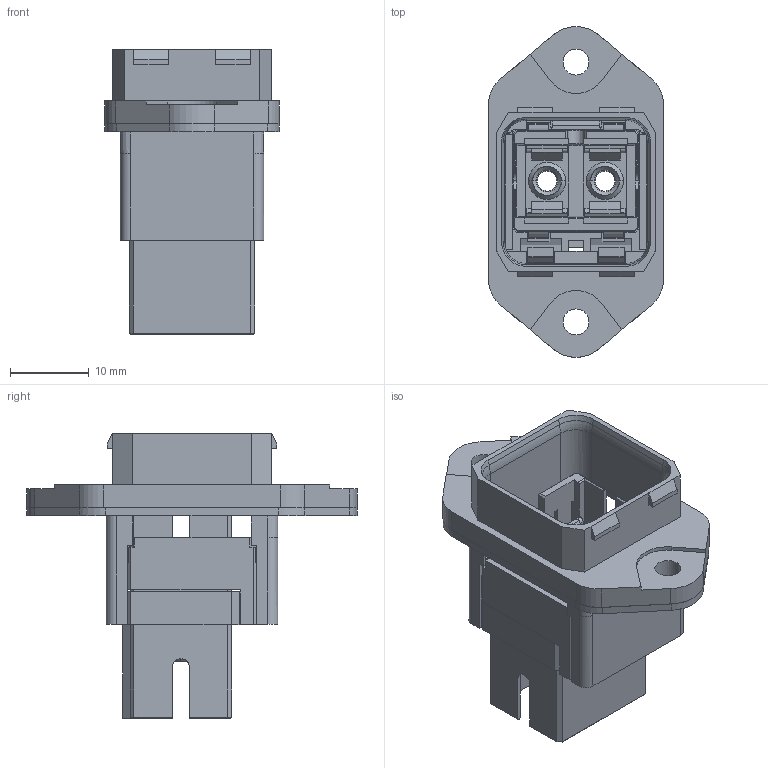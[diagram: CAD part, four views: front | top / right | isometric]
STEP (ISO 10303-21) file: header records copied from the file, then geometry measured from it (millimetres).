
FILE_DESCRIPTION(('CATIA V5 STEP Exchange','CAx-IF Rec.Pracs.--- Model Styling and Organization---1.4--- 2014-01-23'),'2;1');
FILE_NAME ('004829-3_0', '2022-02-22T13:27:47+00:00', ('none'), ('Weidmueller'), 'CATIA Version 5-6 Release 2016 SP3 HF44', 'CATIA V5 STEP AP214', 'none');
FILE_SCHEMA(('AUTOMOTIVE_DESIGN { 1 0 10303 214 1 1 1 1 }'));
Length unit declared in the file: millimetre
Products named in the file (1): 1058140000
Bounding box: 22.2 x 42 x 36.15 mm (x, y, z)
Volume: 6000.3 mm3; surface area: 12083.6 mm2
Topology: 8 solids, 12 shells, 1077 faces, 3004 edges, 1945 vertices
Faces by surface type: plane 748, cylinder 228, torus 46, cone 40, sphere 8, bspline 5, extrusion 2
Entity records: 35466 total; most frequent: CARTESIAN_POINT 8810, ORIENTED_EDGE 5992, DIRECTION 4656, EDGE_CURVE 2996, VECTOR 2370, LINE 2368, VERTEX_POINT 1945, AXIS2_PLACEMENT_3D 1325
